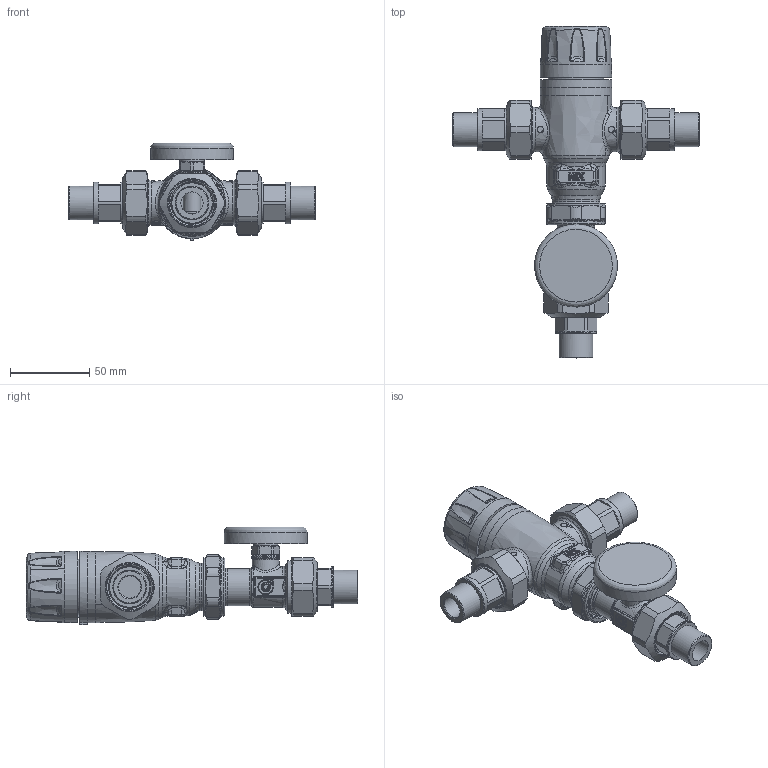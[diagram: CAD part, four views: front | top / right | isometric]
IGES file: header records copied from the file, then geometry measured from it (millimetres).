
Global section: file name: 521410AC; native system: Autodesk Inventor 2024; preprocessor: unknown; author: ischreiner; date: 20250624.125324; units: inch
Bounding box: 156 x 209.85 x 61.89 mm (x, y, z)
Volume: 289691.5 mm3; surface area: 84574.2 mm2
Topology: 12 solids, 12 shells, 1872 faces, 4383 edges, 2460 vertices
Faces by surface type: bspline 1872
